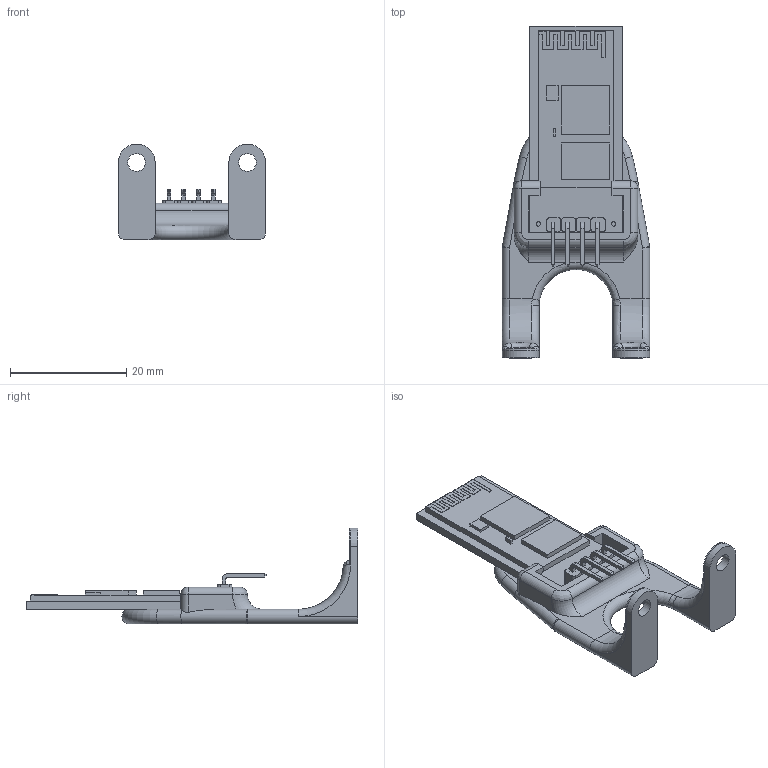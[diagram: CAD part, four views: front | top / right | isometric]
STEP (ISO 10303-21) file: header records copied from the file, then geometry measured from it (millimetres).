
FILE_DESCRIPTION(/* description */ (''),/* implementation_level */ '2;1');
FILE_NAME(/* name */ 'Bluetooth Mount and Board.iam.stp',/* time_stamp */ '2014-02-22T17:54:18-05:00',/* author */ ('Spooner'),/* organization */ (''),/* preprocessor_version */ 'ST-DEVELOPER v15.2',/* originating_system */ 'Autodesk Inventor 2014',/* authorisation */ '');
FILE_SCHEMA (('AUTOMOTIVE_DESIGN { 1 0 10303 214 3 1 1 }'));
Length unit declared in the file: inch
Products named in the file (3): Bluetooth Mount; JY-MCU Bluetooth Board; Bluetooth Mount and Board
Bounding box: 25.4 x 57.15 x 16.51 mm (x, y, z)
Volume: 3998.7 mm3; surface area: 4147.2 mm2
Topology: 2 solids, 2 shells, 261 faces, 669 edges, 425 vertices
Faces by surface type: plane 167, cylinder 57, torus 15, bspline 14, sphere 4, cone 4
Full cylindrical faces by diameter (mm): 0.737 x2, 3.048 x2
Entity records: 8354 total; most frequent: CARTESIAN_POINT 1840, ORIENTED_EDGE 1306, DIRECTION 1280, EDGE_CURVE 653, LINE 462, VECTOR 462, VERTEX_POINT 425, AXIS2_PLACEMENT_3D 409
